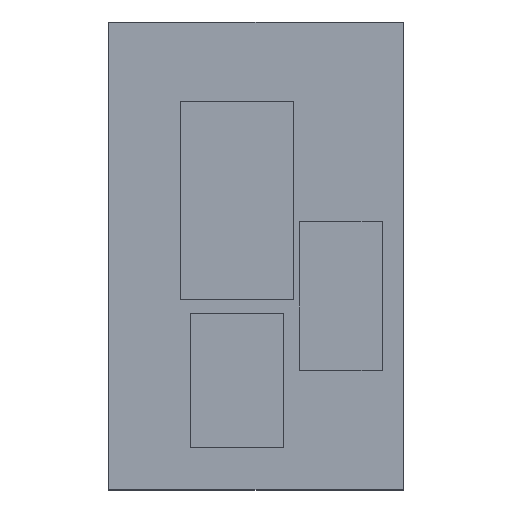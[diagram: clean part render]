
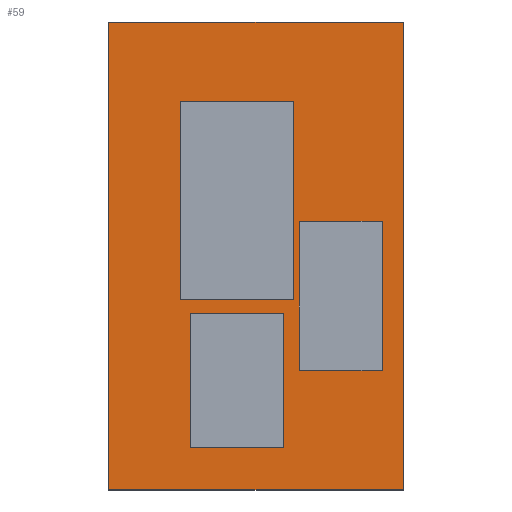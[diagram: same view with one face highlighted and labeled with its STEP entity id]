
A CAD part, top view. The second image highlights one B-rep face of the part: STEP entity #59.
In plain terms, the highlighted planar face has unit normal (0, 0, 1).
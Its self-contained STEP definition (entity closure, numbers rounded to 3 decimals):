
#59 = ADVANCED_FACE('',(#60,#94,#128,#162),#196,.T.);
#60 = FACE_BOUND('',#61,.T.);
#61 = EDGE_LOOP('',(#62,#72,#80,#88));
#62 = ORIENTED_EDGE('',*,*,#63,.T.);
#63 = EDGE_CURVE('',#64,#66,#68,.T.);
#64 = VERTEX_POINT('',#65);
#65 = CARTESIAN_POINT('',(0.972,-6.181,5.62));
#66 = VERTEX_POINT('',#67);
#67 = CARTESIAN_POINT('',(-2.312,-6.181,5.62));
#68 = LINE('',#69,#70);
#69 = CARTESIAN_POINT('',(-5.2,-6.181,5.62));
#70 = VECTOR('',#71,1.);
#71 = DIRECTION('',(-1.,0.,0.));
#72 = ORIENTED_EDGE('',*,*,#73,.F.);
#73 = EDGE_CURVE('',#74,#66,#76,.T.);
#74 = VERTEX_POINT('',#75);
#75 = CARTESIAN_POINT('',(-2.312,-1.438,5.62));
#76 = LINE('',#77,#78);
#77 = CARTESIAN_POINT('',(-2.312,-7.66,5.62));
#78 = VECTOR('',#79,1.);
#79 = DIRECTION('',(0.,-1.,0.));
#80 = ORIENTED_EDGE('',*,*,#81,.F.);
#81 = EDGE_CURVE('',#82,#74,#84,.T.);
#82 = VERTEX_POINT('',#83);
#83 = CARTESIAN_POINT('',(0.972,-1.438,5.62));
#84 = LINE('',#85,#86);
#85 = CARTESIAN_POINT('',(-5.2,-1.438,5.62));
#86 = VECTOR('',#87,1.);
#87 = DIRECTION('',(-1.,0.,0.));
#88 = ORIENTED_EDGE('',*,*,#89,.T.);
#89 = EDGE_CURVE('',#82,#64,#90,.T.);
#90 = LINE('',#91,#92);
#91 = CARTESIAN_POINT('',(0.972,-7.66,5.62));
#92 = VECTOR('',#93,1.);
#93 = DIRECTION('',(0.,-1.,0.));
#94 = FACE_BOUND('',#95,.T.);
#95 = EDGE_LOOP('',(#96,#106,#114,#122));
#96 = ORIENTED_EDGE('',*,*,#97,.T.);
#97 = EDGE_CURVE('',#98,#100,#102,.T.);
#98 = VERTEX_POINT('',#99);
#99 = CARTESIAN_POINT('',(4.45,-3.449,5.62));
#100 = VERTEX_POINT('',#101);
#101 = CARTESIAN_POINT('',(1.53,-3.449,5.62));
#102 = LINE('',#103,#104);
#103 = CARTESIAN_POINT('',(-5.2,-3.449,5.62));
#104 = VECTOR('',#105,1.);
#105 = DIRECTION('',(-1.,0.,0.));
#106 = ORIENTED_EDGE('',*,*,#107,.F.);
#107 = EDGE_CURVE('',#108,#100,#110,.T.);
#108 = VERTEX_POINT('',#109);
#109 = CARTESIAN_POINT('',(1.53,1.805,5.62));
#110 = LINE('',#111,#112);
#111 = CARTESIAN_POINT('',(1.53,-7.66,5.62));
#112 = VECTOR('',#113,1.);
#113 = DIRECTION('',(0.,-1.,0.));
#114 = ORIENTED_EDGE('',*,*,#115,.F.);
#115 = EDGE_CURVE('',#116,#108,#118,.T.);
#116 = VERTEX_POINT('',#117);
#117 = CARTESIAN_POINT('',(4.45,1.805,5.62));
#118 = LINE('',#119,#120);
#119 = CARTESIAN_POINT('',(-5.2,1.805,5.62));
#120 = VECTOR('',#121,1.);
#121 = DIRECTION('',(-1.,0.,0.));
#122 = ORIENTED_EDGE('',*,*,#123,.T.);
#123 = EDGE_CURVE('',#116,#98,#124,.T.);
#124 = LINE('',#125,#126);
#125 = CARTESIAN_POINT('',(4.45,-7.66,5.62));
#126 = VECTOR('',#127,1.);
#127 = DIRECTION('',(0.,-1.,0.));
#128 = FACE_BOUND('',#129,.T.);
#129 = EDGE_LOOP('',(#130,#140,#148,#156));
#130 = ORIENTED_EDGE('',*,*,#131,.F.);
#131 = EDGE_CURVE('',#132,#134,#136,.T.);
#132 = VERTEX_POINT('',#133);
#133 = CARTESIAN_POINT('',(5.2,-7.66,5.62));
#134 = VERTEX_POINT('',#135);
#135 = CARTESIAN_POINT('',(-5.2,-7.66,5.62));
#136 = LINE('',#137,#138);
#137 = CARTESIAN_POINT('',(-5.2,-7.66,5.62));
#138 = VECTOR('',#139,1.);
#139 = DIRECTION('',(-1.,0.,0.));
#140 = ORIENTED_EDGE('',*,*,#141,.F.);
#141 = EDGE_CURVE('',#142,#132,#144,.T.);
#142 = VERTEX_POINT('',#143);
#143 = CARTESIAN_POINT('',(5.2,8.84,5.62));
#144 = LINE('',#145,#146);
#145 = CARTESIAN_POINT('',(5.2,-7.66,5.62));
#146 = VECTOR('',#147,1.);
#147 = DIRECTION('',(0.,-1.,0.));
#148 = ORIENTED_EDGE('',*,*,#149,.F.);
#149 = EDGE_CURVE('',#150,#142,#152,.T.);
#150 = VERTEX_POINT('',#151);
#151 = CARTESIAN_POINT('',(-5.2,8.84,5.62));
#152 = LINE('',#153,#154);
#153 = CARTESIAN_POINT('',(-5.2,8.84,5.62));
#154 = VECTOR('',#155,1.);
#155 = DIRECTION('',(1.,0.,0.));
#156 = ORIENTED_EDGE('',*,*,#157,.F.);
#157 = EDGE_CURVE('',#134,#150,#158,.T.);
#158 = LINE('',#159,#160);
#159 = CARTESIAN_POINT('',(-5.2,-7.66,5.62));
#160 = VECTOR('',#161,1.);
#161 = DIRECTION('',(0.,1.,0.));
#162 = FACE_BOUND('',#163,.T.);
#163 = EDGE_LOOP('',(#164,#174,#182,#190));
#164 = ORIENTED_EDGE('',*,*,#165,.T.);
#165 = EDGE_CURVE('',#166,#168,#170,.T.);
#166 = VERTEX_POINT('',#167);
#167 = CARTESIAN_POINT('',(1.33,6.038,5.62));
#168 = VERTEX_POINT('',#169);
#169 = CARTESIAN_POINT('',(1.33,-0.962,5.62));
#170 = LINE('',#171,#172);
#171 = CARTESIAN_POINT('',(1.33,-7.66,5.62));
#172 = VECTOR('',#173,1.);
#173 = DIRECTION('',(0.,-1.,0.));
#174 = ORIENTED_EDGE('',*,*,#175,.T.);
#175 = EDGE_CURVE('',#168,#176,#178,.T.);
#176 = VERTEX_POINT('',#177);
#177 = CARTESIAN_POINT('',(-2.67,-0.962,5.62));
#178 = LINE('',#179,#180);
#179 = CARTESIAN_POINT('',(-5.2,-0.962,5.62));
#180 = VECTOR('',#181,1.);
#181 = DIRECTION('',(-1.,0.,0.));
#182 = ORIENTED_EDGE('',*,*,#183,.F.);
#183 = EDGE_CURVE('',#184,#176,#186,.T.);
#184 = VERTEX_POINT('',#185);
#185 = CARTESIAN_POINT('',(-2.67,6.038,5.62));
#186 = LINE('',#187,#188);
#187 = CARTESIAN_POINT('',(-2.67,-7.66,5.62));
#188 = VECTOR('',#189,1.);
#189 = DIRECTION('',(0.,-1.,0.));
#190 = ORIENTED_EDGE('',*,*,#191,.F.);
#191 = EDGE_CURVE('',#166,#184,#192,.T.);
#192 = LINE('',#193,#194);
#193 = CARTESIAN_POINT('',(-5.2,6.038,5.62));
#194 = VECTOR('',#195,1.);
#195 = DIRECTION('',(-1.,0.,0.));
#196 = PLANE('',#197);
#197 = AXIS2_PLACEMENT_3D('',#198,#199,#200);
#198 = CARTESIAN_POINT('',(-5.2,-7.66,5.62));
#199 = DIRECTION('',(0.,0.,1.));
#200 = DIRECTION('',(1.,0.,0.));
